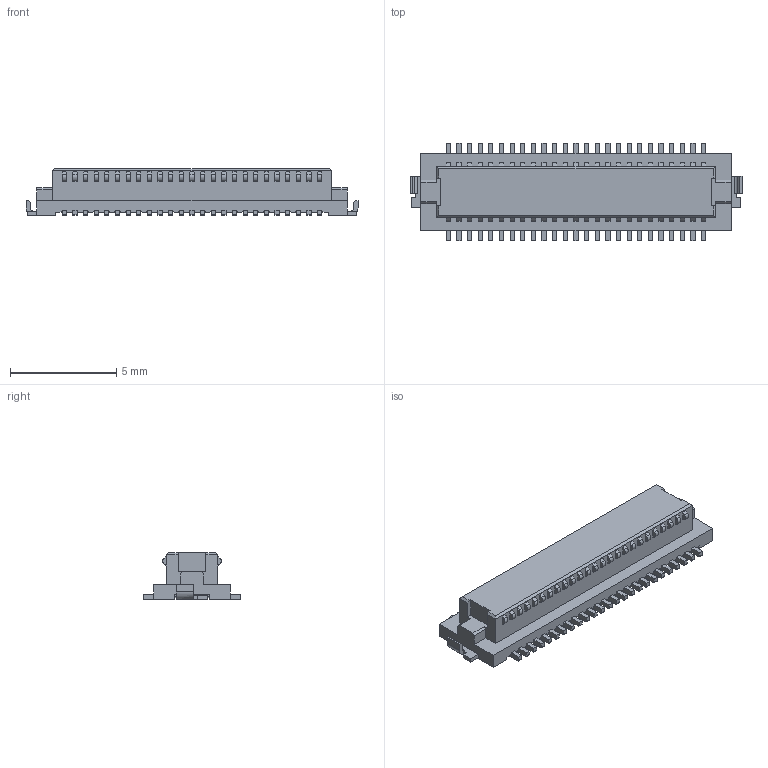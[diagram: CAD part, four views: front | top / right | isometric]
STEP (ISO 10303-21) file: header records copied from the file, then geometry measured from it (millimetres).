
FILE_DESCRIPTION(('Creo Elements/Direct Modeling STEP Export'),'2;1');
FILE_NAME('DF12NB(3.0)-50DS.stp','2020-09-24T18:38:57',(''),(''),'Creo Elements/Direct Modeling STEP processor for AP214 (Solid Model)','Creo Elements/Direct Modeling 19.0F 14-Feb-2017 (C) Parametric Technology GmbH','');
FILE_SCHEMA(('AUTOMOTIVE_DESIGN { 1 0 10303 214 1 1 1 1 }'));
Length unit declared in the file: millimetre
Products named in the file (3): DF12NB_3_0_-50DS-0_5V-435660.PRT; DF12NB_3_0_-50DS-0_5V-435990.ASM; DF12NB_3_0_-50DS.stp
Assembly tree (2 placements, depth 3):
  DF12NB_3_0_-50DS.stp
    DF12NB_3_0_-50DS-0_5V-435990.ASM
      DF12NB_3_0_-50DS-0_5V-435660.PRT
Bounding box: 15.6 x 4.6 x 2.2 mm (x, y, z)
Volume: 80 mm3; surface area: 236.1 mm2
Topology: 1 solids, 1 shells, 1350 faces, 3868 edges, 2572 vertices
Faces by surface type: plane 1142, cylinder 208
Entity records: 43818 total; most frequent: CARTESIAN_POINT 8293, ORIENTED_EDGE 7736, DIRECTION 6792, EDGE_CURVE 3868, VECTOR 3450, LINE 3450, VERTEX_POINT 2572, AXIS2_PLACEMENT_3D 1671
